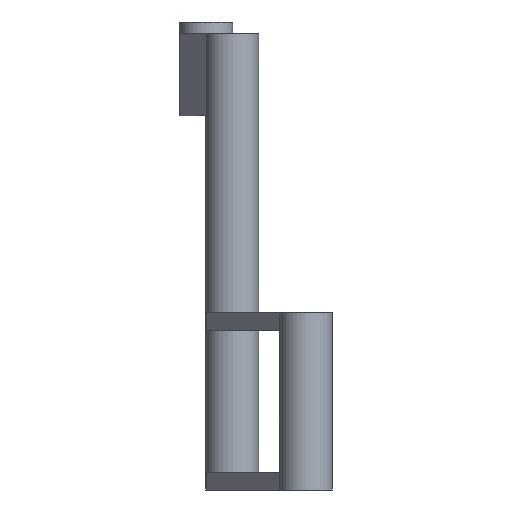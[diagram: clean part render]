
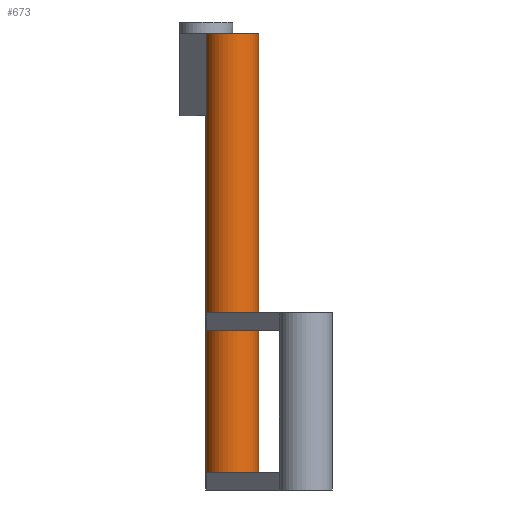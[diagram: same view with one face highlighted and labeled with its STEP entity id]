
A CAD part, front view. The second image highlights one B-rep face of the part: STEP entity #673.
In plain terms, the highlighted cylindrical face has radius 4.5 mm (diameter 9 mm), a full revolution.
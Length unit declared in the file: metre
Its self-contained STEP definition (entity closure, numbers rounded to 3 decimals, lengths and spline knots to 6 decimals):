
#20=CYLINDRICAL_SURFACE('',#736,0.0045);
#29=CIRCLE('',#712,0.0045);
#32=CIRCLE('',#716,0.0045);
#39=CIRCLE('',#737,0.0045);
#40=CIRCLE('',#738,0.0045);
#41=CIRCLE('',#739,0.0045);
#42=CIRCLE('',#740,0.0045);
#108=ORIENTED_EDGE('',*,*,#264,.T.);
#109=ORIENTED_EDGE('',*,*,#294,.F.);
#110=ORIENTED_EDGE('',*,*,#295,.F.);
#111=ORIENTED_EDGE('',*,*,#296,.F.);
#112=ORIENTED_EDGE('',*,*,#297,.T.);
#113=ORIENTED_EDGE('',*,*,#298,.T.);
#114=ORIENTED_EDGE('',*,*,#299,.F.);
#115=ORIENTED_EDGE('',*,*,#300,.T.);
#116=ORIENTED_EDGE('',*,*,#249,.F.);
#117=ORIENTED_EDGE('',*,*,#301,.F.);
#118=ORIENTED_EDGE('',*,*,#254,.T.);
#119=ORIENTED_EDGE('',*,*,#302,.T.);
#249=EDGE_CURVE('',#346,#343,#29,.T.);
#254=EDGE_CURVE('',#351,#352,#32,.T.);
#264=EDGE_CURVE('',#362,#361,#418,.T.);
#294=EDGE_CURVE('',#383,#361,#39,.T.);
#295=EDGE_CURVE('',#384,#383,#442,.T.);
#296=EDGE_CURVE('',#362,#384,#40,.T.);
#297=EDGE_CURVE('',#385,#386,#443,.T.);
#298=EDGE_CURVE('',#386,#387,#41,.T.);
#299=EDGE_CURVE('',#388,#387,#444,.T.);
#300=EDGE_CURVE('',#388,#385,#42,.T.);
#301=EDGE_CURVE('',#351,#346,#445,.T.);
#302=EDGE_CURVE('',#352,#343,#446,.T.);
#343=VERTEX_POINT('',#978);
#346=VERTEX_POINT('',#983);
#351=VERTEX_POINT('',#995);
#352=VERTEX_POINT('',#996);
#361=VERTEX_POINT('',#1015);
#362=VERTEX_POINT('',#1017);
#383=VERTEX_POINT('',#1078);
#384=VERTEX_POINT('',#1080);
#385=VERTEX_POINT('',#1083);
#386=VERTEX_POINT('',#1084);
#387=VERTEX_POINT('',#1086);
#388=VERTEX_POINT('',#1088);
#418=LINE('',#1016,#486);
#442=LINE('',#1079,#510);
#443=LINE('',#1082,#511);
#444=LINE('',#1087,#512);
#445=LINE('',#1090,#513);
#446=LINE('',#1091,#514);
#486=VECTOR('',#809,1.);
#510=VECTOR('',#867,1.);
#511=VECTOR('',#870,1.);
#512=VECTOR('',#873,1.);
#513=VECTOR('',#876,1.);
#514=VECTOR('',#877,1.);
#558=EDGE_LOOP('',(#108,#109,#110,#111));
#559=EDGE_LOOP('',(#112,#113,#114,#115));
#560=EDGE_LOOP('',(#116,#117,#118,#119));
#604=FACE_BOUND('',#558,.T.);
#605=FACE_BOUND('',#559,.T.);
#606=FACE_BOUND('',#560,.T.);
#673=ADVANCED_FACE('',(#604,#605,#606),#20,.T.);
#712=AXIS2_PLACEMENT_3D('',#984,#783,#784);
#716=AXIS2_PLACEMENT_3D('',#994,#793,#794);
#736=AXIS2_PLACEMENT_3D('',#1076,#863,#864);
#737=AXIS2_PLACEMENT_3D('',#1077,#865,#866);
#738=AXIS2_PLACEMENT_3D('',#1081,#868,#869);
#739=AXIS2_PLACEMENT_3D('',#1085,#871,#872);
#740=AXIS2_PLACEMENT_3D('',#1089,#874,#875);
#783=DIRECTION('',(0.,0.,1.));
#784=DIRECTION('',(1.,0.,0.));
#793=DIRECTION('',(0.,0.,1.));
#794=DIRECTION('',(1.,0.,0.));
#809=DIRECTION('',(0.,0.,-1.));
#863=DIRECTION('',(0.,0.,-1.));
#864=DIRECTION('',(-1.,0.,0.));
#865=DIRECTION('',(0.,0.,1.));
#866=DIRECTION('',(1.,0.,0.));
#867=DIRECTION('',(0.,0.,-1.));
#868=DIRECTION('',(0.,0.,1.));
#869=DIRECTION('',(1.,0.,0.));
#870=DIRECTION('',(0.,0.,-1.));
#871=DIRECTION('',(0.,0.,1.));
#872=DIRECTION('',(1.,0.,0.));
#873=DIRECTION('',(0.,0.,-1.));
#874=DIRECTION('',(0.,0.,1.));
#875=DIRECTION('',(1.,0.,0.));
#876=DIRECTION('',(0.,0.,-1.));
#877=DIRECTION('',(0.,0.,-1.));
#978=CARTESIAN_POINT('',(-0.02821,-0.036735,-0.046714));
#983=CARTESIAN_POINT('',(-0.037048,-0.038433,-0.046714));
#984=CARTESIAN_POINT('',(-0.032629,-0.037584,-0.046714));
#994=CARTESIAN_POINT('',(-0.032629,-0.037584,-0.043714));
#995=CARTESIAN_POINT('',(-0.037048,-0.038433,-0.043714));
#996=CARTESIAN_POINT('',(-0.02821,-0.036735,-0.043714));
#1015=CARTESIAN_POINT('',(-0.037048,-0.038433,-0.0103));
#1016=CARTESIAN_POINT('',(-0.037048,-0.038433,0.278017));
#1017=CARTESIAN_POINT('',(-0.037048,-0.038433,0.003513));
#1076=CARTESIAN_POINT('',(-0.032629,-0.037584,0.278017));
#1077=CARTESIAN_POINT('',(-0.032629,-0.037584,-0.0103));
#1078=CARTESIAN_POINT('',(-0.02821,-0.036735,-0.0103));
#1079=CARTESIAN_POINT('',(-0.02821,-0.036735,0.278017));
#1080=CARTESIAN_POINT('',(-0.02821,-0.036735,0.003513));
#1081=CARTESIAN_POINT('',(-0.032629,-0.037584,0.003513));
#1082=CARTESIAN_POINT('',(-0.02821,-0.036735,-0.070714));
#1083=CARTESIAN_POINT('',(-0.02821,-0.036735,-0.070714));
#1084=CARTESIAN_POINT('',(-0.02821,-0.036735,-0.073714));
#1085=CARTESIAN_POINT('',(-0.032629,-0.037584,-0.073714));
#1086=CARTESIAN_POINT('',(-0.037048,-0.038433,-0.073714));
#1087=CARTESIAN_POINT('',(-0.037048,-0.038433,-0.070714));
#1088=CARTESIAN_POINT('',(-0.037048,-0.038433,-0.070714));
#1089=CARTESIAN_POINT('',(-0.032629,-0.037584,-0.070714));
#1090=CARTESIAN_POINT('',(-0.037048,-0.038433,-0.043714));
#1091=CARTESIAN_POINT('',(-0.02821,-0.036735,-0.043714));
